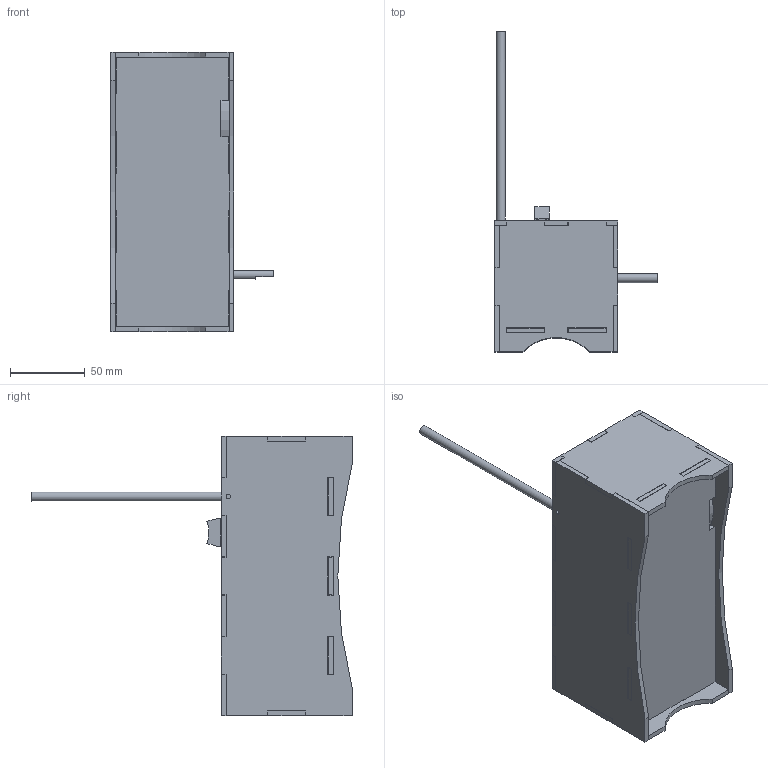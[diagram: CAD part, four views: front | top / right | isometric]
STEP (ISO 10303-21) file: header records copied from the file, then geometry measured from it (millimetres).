
FILE_DESCRIPTION(/* description */ (''),/* implementation_level */ '2;1');
FILE_NAME(/* name */ 'Enclosure Assembly.stp',/* time_stamp */ '2021-05-11T01:41:20-07:00',/* author */ ('Andrew'),/* organization */ (''),/* preprocessor_version */ 'ST-DEVELOPER v18.1',/* originating_system */ 'Autodesk Inventor 2021',/* authorisation */ '');
FILE_SCHEMA (('AUTOMOTIVE_DESIGN { 1 0 10303 214 3 1 1 }'));
Length unit declared in the file: inch
Products named in the file (16): Enclosure Assembly; Potentiometer; Enclosure Front; Enclosure Top; Enclosure Back; Speaker; Enclosure Side; Enclosure Bottom; Inductor Assembly; Inductor Legs; Inductor; Wood Rail; Wood Rail Selector; Conductive Rail; Wood Rail Selector Conductor; Antenna
Assembly tree (18 placements, depth 3):
  Enclosure Assembly
    Potentiometer
    Enclosure Front
    Enclosure Top
    Enclosure Back
    Speaker
    Enclosure Side  x2
    Enclosure Bottom
    Inductor Assembly
      Inductor Legs  x2
      Inductor
      Wood Rail  x2
      Wood Rail Selector
      Conductive Rail
      Wood Rail Selector Conductor
    Antenna
Bounding box: 109.3 x 214.82 x 187.58 mm (x, y, z)
Volume: 368137.8 mm3; surface area: 269255.2 mm2
Topology: 18 solids, 18 shells, 577 faces, 1602 edges, 1065 vertices
Faces by surface type: plane 441, cylinder 134, bspline 2
Full cylindrical faces by diameter (mm): 2.794 x4, 2.845 x2, 2.921 x1, 5.969 x1, 6.071 x1, 6.985 x1, 16.764 x1, 21.971 x1, 34.131 x3, 42.139 x41, 42.489 x2, 69.952 x1
Entity records: 26300 total; most frequent: CARTESIAN_POINT 13878, ORIENTED_EDGE 2514, DIRECTION 2273, EDGE_CURVE 1257, LINE 1037, VECTOR 1037, VERTEX_POINT 835, AXIS2_PLACEMENT_3D 618
